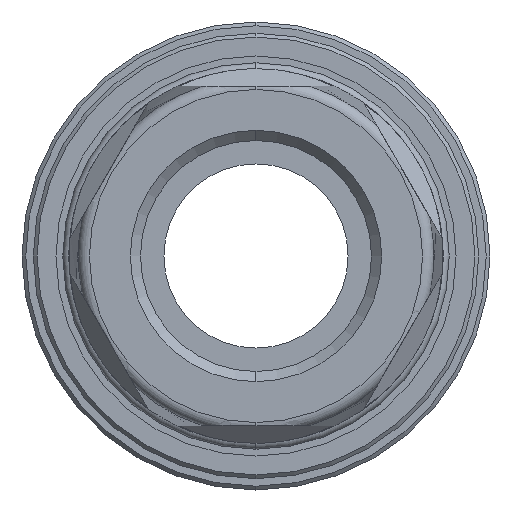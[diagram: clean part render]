
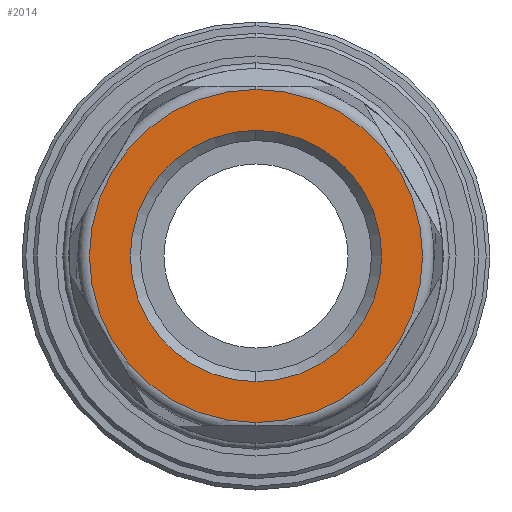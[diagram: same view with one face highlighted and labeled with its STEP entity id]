
A CAD part, left-side view. The second image highlights one B-rep face of the part: STEP entity #2014.
In plain terms, the highlighted planar face has unit normal (-1, 0, 0).
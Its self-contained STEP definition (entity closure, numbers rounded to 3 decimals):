
#1121 = VERTEX_POINT ( 'NONE', #2129 ) ;
#1129 = VERTEX_POINT ( 'NONE', #2137 ) ;
#1130 = VERTEX_POINT ( 'NONE', #2138 ) ;
#1133 = VERTEX_POINT ( 'NONE', #2141 ) ;
#1274 = FACE_BOUND ( 'NONE', #4143, .T. ) ;
#1275 = FACE_OUTER_BOUND ( 'NONE', #4144, .T. ) ;
#1728 = EDGE_CURVE ( 'NONE', #1129, #1133, #3658, .T. ) ;
#1733 = EDGE_CURVE ( 'NONE', #1130, #1121, #3656, .T. ) ;
#1768 = EDGE_CURVE ( 'NONE', #1133, #1129, #3611, .T. ) ;
#1770 = EDGE_CURVE ( 'NONE', #1121, #1130, #3609, .T. ) ;
#2014 = ADVANCED_FACE ( 'NONE', ( #1274, #1275 ), #2868, .T. ) ;
#2129 = CARTESIAN_POINT ( 'NONE',  ( 0., 0., -22.07 ) ) ;
#2137 = CARTESIAN_POINT ( 'NONE',  ( 0., 0., -16.65 ) ) ;
#2138 = CARTESIAN_POINT ( 'NONE',  ( 0., 0., 22.07 ) ) ;
#2141 = CARTESIAN_POINT ( 'NONE',  ( 0., 0., 16.65 ) ) ;
#2337 = CARTESIAN_POINT ( 'NONE',  ( 0., 0., 0. ) ) ;
#2338 = DIRECTION ( 'NONE',  ( 1., 0., 0. ) ) ;
#2339 = DIRECTION ( 'NONE',  ( 0., 0., -1. ) ) ;
#2371 = CARTESIAN_POINT ( 'NONE',  ( 0., 0., 0. ) ) ;
#2372 = DIRECTION ( 'NONE',  ( 1., 0., 0. ) ) ;
#2373 = DIRECTION ( 'NONE',  ( 0., 0., -1. ) ) ;
#2477 = AXIS2_PLACEMENT_3D ( 'NONE', #2337, #2338, #2339 ) ;
#2479 = AXIS2_PLACEMENT_3D ( 'NONE', #2371, #2372, #2373 ) ;
#2495 = AXIS2_PLACEMENT_3D ( 'NONE', #3097, #3098, #3099 ) ;
#2496 = AXIS2_PLACEMENT_3D ( 'NONE', #3102, #3103, #3104 ) ;
#2706 = AXIS2_PLACEMENT_3D ( 'NONE', #2869, #2870, #2871 ) ;
#2868 = PLANE ( 'NONE',  #2706 ) ;
#2869 = CARTESIAN_POINT ( 'NONE',  ( 0., 22.07, 0. ) ) ;
#2870 = DIRECTION ( 'NONE',  ( -1., 0., 0. ) ) ;
#2871 = DIRECTION ( 'NONE',  ( 0., 0., 1. ) ) ;
#3097 = CARTESIAN_POINT ( 'NONE',  ( 0., 0., 0. ) ) ;
#3098 = DIRECTION ( 'NONE',  ( 1., 0., 0. ) ) ;
#3099 = DIRECTION ( 'NONE',  ( 0., 0., -1. ) ) ;
#3102 = CARTESIAN_POINT ( 'NONE',  ( 0., 0., 0. ) ) ;
#3103 = DIRECTION ( 'NONE',  ( 1., 0., 0. ) ) ;
#3104 = DIRECTION ( 'NONE',  ( 0., 0., -1. ) ) ;
#3609 = CIRCLE ( 'NONE', #2496, 22.07 ) ;
#3611 = CIRCLE ( 'NONE', #2495, 16.65 ) ;
#3656 = CIRCLE ( 'NONE', #2479, 22.07 ) ;
#3658 = CIRCLE ( 'NONE', #2477, 16.65 ) ;
#3695 = ORIENTED_EDGE ( 'NONE', *, *, #1733, .F. ) ;
#3696 = ORIENTED_EDGE ( 'NONE', *, *, #1770, .F. ) ;
#3697 = ORIENTED_EDGE ( 'NONE', *, *, #1728, .T. ) ;
#3698 = ORIENTED_EDGE ( 'NONE', *, *, #1768, .T. ) ;
#4143 = EDGE_LOOP ( 'NONE', ( #3698, #3697 ) ) ;
#4144 = EDGE_LOOP ( 'NONE', ( #3696, #3695 ) ) ;
